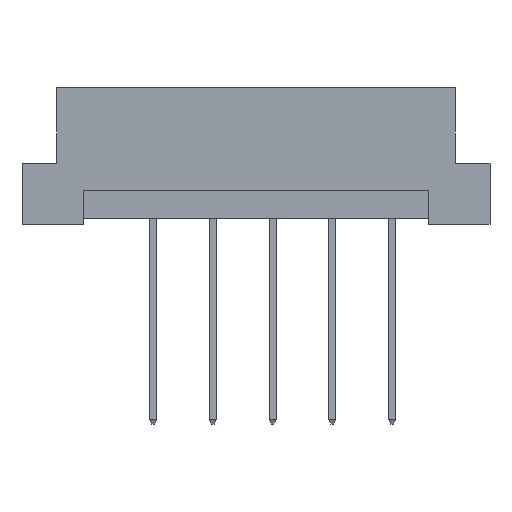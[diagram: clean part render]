
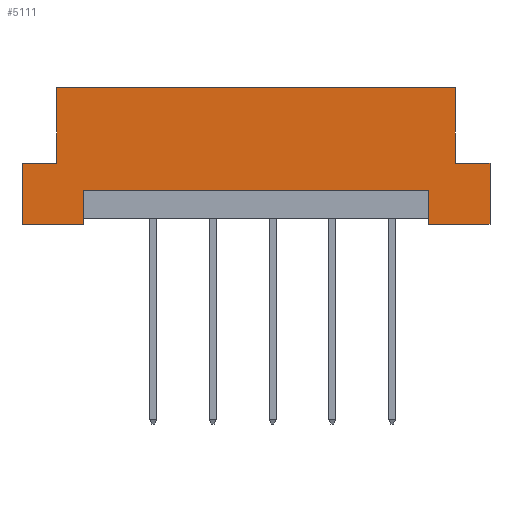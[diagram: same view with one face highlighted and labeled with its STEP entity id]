
A CAD part, front view. The second image highlights one B-rep face of the part: STEP entity #5111.
In plain terms, the highlighted planar face has unit normal (0, -1, 0).
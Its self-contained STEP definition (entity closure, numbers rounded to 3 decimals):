
#2 = EDGE_CURVE ( 'NONE', #4614, #5820, #3116, .T. ) ;
#63 = ORIENTED_EDGE ( 'NONE', *, *, #4181, .F. ) ;
#117 = CARTESIAN_POINT ( 'NONE',  ( 19.9, 0., 0. ) ) ;
#120 = CARTESIAN_POINT ( 'NONE',  ( -19.9, 0., 0. ) ) ;
#281 = FACE_OUTER_BOUND ( 'NONE', #4143, .T. ) ;
#385 = VECTOR ( 'NONE', #413, 1000. ) ;
#413 = DIRECTION ( 'NONE',  ( -1., 0., 0. ) ) ;
#522 = DIRECTION ( 'NONE',  ( 0., 0., 1. ) ) ;
#601 = VECTOR ( 'NONE', #5878, 1000. ) ;
#1015 = LINE ( 'NONE', #5502, #4367 ) ;
#1136 = LINE ( 'NONE', #3154, #1862 ) ;
#1154 = CARTESIAN_POINT ( 'NONE',  ( -14.69, 0., 2.9 ) ) ;
#1256 = DIRECTION ( 'NONE',  ( 0., 0., 1. ) ) ;
#1294 = EDGE_CURVE ( 'NONE', #2531, #2324, #2133, .T. ) ;
#1319 = VERTEX_POINT ( 'NONE', #2229 ) ;
#1403 = ORIENTED_EDGE ( 'NONE', *, *, #5893, .F. ) ;
#1518 = CARTESIAN_POINT ( 'NONE',  ( -14.69, 0., 0. ) ) ;
#1541 = AXIS2_PLACEMENT_3D ( 'NONE', #3882, #5327, #5884 ) ;
#1663 = ORIENTED_EDGE ( 'NONE', *, *, #2101, .F. ) ;
#1715 = ORIENTED_EDGE ( 'NONE', *, *, #5996, .F. ) ;
#1733 = LINE ( 'NONE', #3766, #2057 ) ;
#1741 = LINE ( 'NONE', #3777, #1865 ) ;
#1862 = VECTOR ( 'NONE', #2584, 1000. ) ;
#1865 = VECTOR ( 'NONE', #3746, 1000. ) ;
#1984 = DIRECTION ( 'NONE',  ( 1., 0., 0. ) ) ;
#2003 = CARTESIAN_POINT ( 'NONE',  ( 14.69, 0., 2.9 ) ) ;
#2057 = VECTOR ( 'NONE', #3276, 1000. ) ;
#2101 = EDGE_CURVE ( 'NONE', #5820, #4963, #3758, .T. ) ;
#2133 = LINE ( 'NONE', #4147, #6344 ) ;
#2158 = CARTESIAN_POINT ( 'NONE',  ( 16.94, 0., 11.6 ) ) ;
#2229 = CARTESIAN_POINT ( 'NONE',  ( 14.69, 0., 0. ) ) ;
#2324 = VERTEX_POINT ( 'NONE', #120 ) ;
#2402 = VERTEX_POINT ( 'NONE', #5807 ) ;
#2486 = VECTOR ( 'NONE', #4004, 1000. ) ;
#2531 = VERTEX_POINT ( 'NONE', #1518 ) ;
#2584 = DIRECTION ( 'NONE',  ( 0., 0., -1. ) ) ;
#2695 = CARTESIAN_POINT ( 'NONE',  ( -16.94, 0., 11.6 ) ) ;
#2701 = DIRECTION ( 'NONE',  ( 0., 0., -1. ) ) ;
#2771 = EDGE_CURVE ( 'NONE', #2324, #4614, #1733, .T. ) ;
#2808 = LINE ( 'NONE', #4838, #601 ) ;
#2814 = ORIENTED_EDGE ( 'NONE', *, *, #6458, .F. ) ;
#2939 = CARTESIAN_POINT ( 'NONE',  ( -19.9, 0., 11.6 ) ) ;
#3068 = EDGE_CURVE ( 'NONE', #2402, #6081, #1015, .T. ) ;
#3100 = ORIENTED_EDGE ( 'NONE', *, *, #2771, .F. ) ;
#3116 = LINE ( 'NONE', #3584, #5964 ) ;
#3144 = ORIENTED_EDGE ( 'NONE', *, *, #3895, .F. ) ;
#3154 = CARTESIAN_POINT ( 'NONE',  ( -14.69, 0., 0.5 ) ) ;
#3175 = CARTESIAN_POINT ( 'NONE',  ( 14.69, 0., 0.5 ) ) ;
#3276 = DIRECTION ( 'NONE',  ( 0., 0., 1. ) ) ;
#3342 = VERTEX_POINT ( 'NONE', #3856 ) ;
#3354 = ORIENTED_EDGE ( 'NONE', *, *, #2, .F. ) ;
#3484 = LINE ( 'NONE', #5493, #385 ) ;
#3511 = VERTEX_POINT ( 'NONE', #1154 ) ;
#3584 = CARTESIAN_POINT ( 'NONE',  ( -19.9, 0., 5.2 ) ) ;
#3643 = ORIENTED_EDGE ( 'NONE', *, *, #1294, .F. ) ;
#3746 = DIRECTION ( 'NONE',  ( 1., 0., 0. ) ) ;
#3758 = LINE ( 'NONE', #4879, #6354 ) ;
#3766 = CARTESIAN_POINT ( 'NONE',  ( -19.9, 0., 0. ) ) ;
#3777 = CARTESIAN_POINT ( 'NONE',  ( 19.9, 0., 5.2 ) ) ;
#3793 = CARTESIAN_POINT ( 'NONE',  ( -19.9, 0., 5.2 ) ) ;
#3856 = CARTESIAN_POINT ( 'NONE',  ( 19.9, 0., 5.2 ) ) ;
#3882 = CARTESIAN_POINT ( 'NONE',  ( -19.9, 0., 11.6 ) ) ;
#3895 = EDGE_CURVE ( 'NONE', #4963, #6081, #4504, .T. ) ;
#3994 = VERTEX_POINT ( 'NONE', #6077 ) ;
#4004 = DIRECTION ( 'NONE',  ( 1., 0., 0. ) ) ;
#4087 = EDGE_CURVE ( 'NONE', #3342, #5419, #2808, .T. ) ;
#4143 = EDGE_LOOP ( 'NONE', ( #1715, #6509, #2814, #5394, #63, #5823, #3144, #1663, #3354, #3100, #3643, #1403 ) ) ;
#4147 = CARTESIAN_POINT ( 'NONE',  ( -19.9, 0., 0. ) ) ;
#4163 = LINE ( 'NONE', #3175, #4731 ) ;
#4181 = EDGE_CURVE ( 'NONE', #2402, #3342, #1741, .T. ) ;
#4367 = VECTOR ( 'NONE', #522, 1000. ) ;
#4409 = VECTOR ( 'NONE', #6454, 1000. ) ;
#4450 = EDGE_CURVE ( 'NONE', #3994, #1319, #4163, .T. ) ;
#4454 = LINE ( 'NONE', #2003, #4409 ) ;
#4504 = LINE ( 'NONE', #2939, #2486 ) ;
#4614 = VERTEX_POINT ( 'NONE', #3793 ) ;
#4671 = CARTESIAN_POINT ( 'NONE',  ( -16.94, 0., 5.2 ) ) ;
#4731 = VECTOR ( 'NONE', #2701, 1000. ) ;
#4838 = CARTESIAN_POINT ( 'NONE',  ( 19.9, 0., 0. ) ) ;
#4879 = CARTESIAN_POINT ( 'NONE',  ( -16.94, 0., 5.2 ) ) ;
#4963 = VERTEX_POINT ( 'NONE', #2695 ) ;
#5111 = ADVANCED_FACE ( 'NONE', ( #281 ), #6377, .F. ) ;
#5327 = DIRECTION ( 'NONE',  ( 0., 1., 0. ) ) ;
#5394 = ORIENTED_EDGE ( 'NONE', *, *, #4087, .F. ) ;
#5419 = VERTEX_POINT ( 'NONE', #117 ) ;
#5493 = CARTESIAN_POINT ( 'NONE',  ( -19.9, 0., 0. ) ) ;
#5502 = CARTESIAN_POINT ( 'NONE',  ( 16.94, 0., 5.2 ) ) ;
#5807 = CARTESIAN_POINT ( 'NONE',  ( 16.94, 0., 5.2 ) ) ;
#5820 = VERTEX_POINT ( 'NONE', #4671 ) ;
#5823 = ORIENTED_EDGE ( 'NONE', *, *, #3068, .T. ) ;
#5878 = DIRECTION ( 'NONE',  ( 0., 0., -1. ) ) ;
#5884 = DIRECTION ( 'NONE',  ( 0., 0., 1. ) ) ;
#5893 = EDGE_CURVE ( 'NONE', #3511, #2531, #1136, .T. ) ;
#5964 = VECTOR ( 'NONE', #1984, 1000. ) ;
#5996 = EDGE_CURVE ( 'NONE', #3994, #3511, #4454, .T. ) ;
#6077 = CARTESIAN_POINT ( 'NONE',  ( 14.69, 0., 2.9 ) ) ;
#6081 = VERTEX_POINT ( 'NONE', #2158 ) ;
#6344 = VECTOR ( 'NONE', #6446, 1000. ) ;
#6354 = VECTOR ( 'NONE', #1256, 1000. ) ;
#6377 = PLANE ( 'NONE',  #1541 ) ;
#6446 = DIRECTION ( 'NONE',  ( -1., 0., 0. ) ) ;
#6454 = DIRECTION ( 'NONE',  ( -1., 0., 0. ) ) ;
#6458 = EDGE_CURVE ( 'NONE', #5419, #1319, #3484, .T. ) ;
#6509 = ORIENTED_EDGE ( 'NONE', *, *, #4450, .T. ) ;
